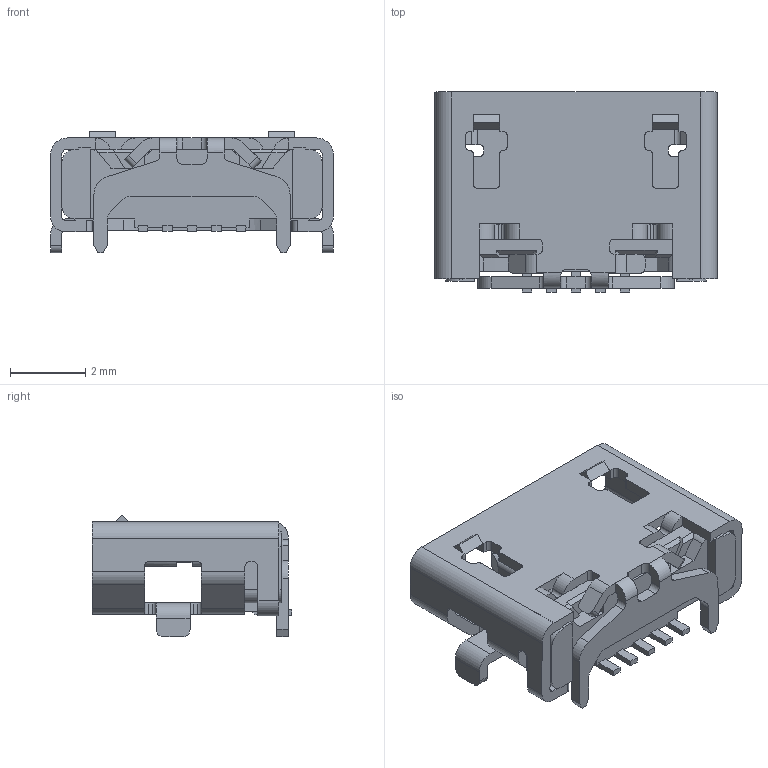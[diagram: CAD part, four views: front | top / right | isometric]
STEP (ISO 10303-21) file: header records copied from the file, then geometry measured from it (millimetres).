
FILE_DESCRIPTION(('CoCreate Modeling STEP Export'),'2;1');
FILE_NAME('0101010X0-XXX 全插式无翻边.stp','2017-05-27T14:53:52',(''),(''),'CoCreate Modeling STEP processor for AP214 (Solid Model)','CoCreate Modeling 16.00 13-May-2008 (C) Parametric Technology GmbH','');
FILE_SCHEMA(('AUTOMOTIVE_DESIGN { 1 0 10303 214 1 1 1 1 }'));
Length unit declared in the file: millimetre
Products named in the file (4): hosing; molding; 全插式有翻边; 0101010X0-XXX_全插式无翻边.stp
Assembly tree (3 placements, depth 4):
  0101010X0-XXX_全插式无翻边.stp
    全插式有翻边
      molding
        hosing
Bounding box: 7.5 x 5.3 x 3.23 mm (x, y, z)
Volume: 43.2 mm3; surface area: 256.2 mm2
Topology: 1 solids, 16 shells, 771 faces, 2161 edges, 1394 vertices
Faces by surface type: plane 533, cylinder 222, cone 16
Entity records: 24112 total; most frequent: ORIENTED_EDGE 4334, CARTESIAN_POINT 4257, DIRECTION 3930, EDGE_CURVE 2161, VECTOR 1600, LINE 1600, VERTEX_POINT 1394, AXIS2_PLACEMENT_3D 1165
